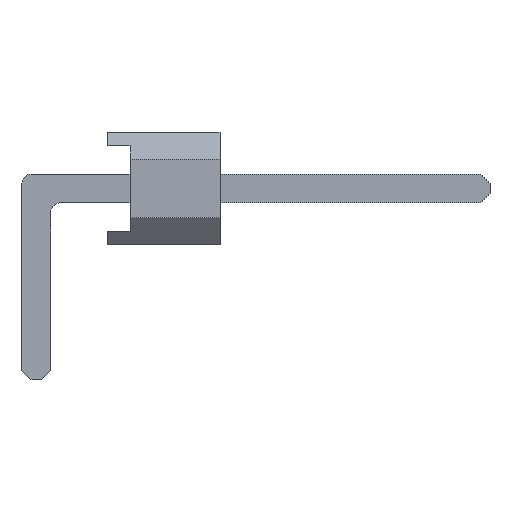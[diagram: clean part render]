
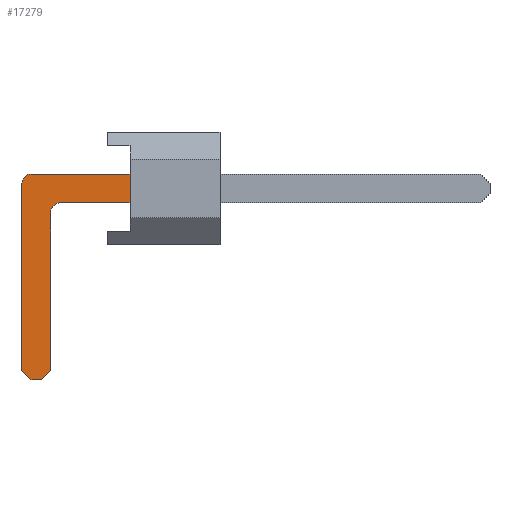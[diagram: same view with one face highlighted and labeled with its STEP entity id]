
A CAD part, left-side view. The second image highlights one B-rep face of the part: STEP entity #17279.
In plain terms, the highlighted planar face has unit normal (-1, 0, 0).
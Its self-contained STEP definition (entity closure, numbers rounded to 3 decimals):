
#226 = LINE ( 'NONE', #10876, #12132 ) ;
#247 = DIRECTION ( 'NONE',  ( 0., 0., -1. ) ) ;
#301 = ORIENTED_EDGE ( 'NONE', *, *, #18095, .T. ) ;
#448 = CARTESIAN_POINT ( 'NONE',  ( -5.4, 2.71, -3. ) ) ;
#596 = EDGE_CURVE ( 'NONE', #14361, #2209, #11050, .T. ) ;
#962 = EDGE_LOOP ( 'NONE', ( #16099, #14478, #1198, #19069, #11119, #11190, #10503, #15110, #301, #6742 ) ) ;
#1198 = ORIENTED_EDGE ( 'NONE', *, *, #6923, .T. ) ;
#1445 = LINE ( 'NONE', #17979, #3776 ) ;
#1573 = CARTESIAN_POINT ( 'NONE',  ( -5.4, 0.75, 0.93 ) ) ;
#1738 = EDGE_CURVE ( 'NONE', #3677, #11027, #16144, .T. ) ;
#1868 = CARTESIAN_POINT ( 'NONE',  ( -5.4, 2.31, 0.93 ) ) ;
#2209 = VERTEX_POINT ( 'NONE', #1573 ) ;
#2344 = CARTESIAN_POINT ( 'NONE',  ( -5.4, 2.31, 0.93 ) ) ;
#3677 = VERTEX_POINT ( 'NONE', #4861 ) ;
#3776 = VECTOR ( 'NONE', #4490, 1000. ) ;
#4122 = DIRECTION ( 'NONE',  ( 0., 0., -1. ) ) ;
#4490 = DIRECTION ( 'NONE',  ( 0., -0.707, -0.707 ) ) ;
#4808 = CARTESIAN_POINT ( 'NONE',  ( -5.4, 2.31, 0.73 ) ) ;
#4830 = LINE ( 'NONE', #13997, #13882 ) ;
#4861 = CARTESIAN_POINT ( 'NONE',  ( -5.4, 2.95, 1.57 ) ) ;
#4872 = AXIS2_PLACEMENT_3D ( 'NONE', #15602, #8104, #9512 ) ;
#5206 = CARTESIAN_POINT ( 'NONE',  ( -5.4, 2.51, -2.8 ) ) ;
#5215 = VECTOR ( 'NONE', #14175, 1000. ) ;
#5424 = AXIS2_PLACEMENT_3D ( 'NONE', #4808, #6658, #18272 ) ;
#5706 = VECTOR ( 'NONE', #18243, 1000. ) ;
#5849 = CARTESIAN_POINT ( 'NONE',  ( -5.4, 3.15, 1.37 ) ) ;
#6427 = EDGE_CURVE ( 'NONE', #2209, #14923, #226, .T. ) ;
#6550 = FACE_OUTER_BOUND ( 'NONE', #962, .T. ) ;
#6593 = DIRECTION ( 'NONE',  ( 0., -1., 0. ) ) ;
#6642 = CARTESIAN_POINT ( 'NONE',  ( -5.4, 2.31, 0.73 ) ) ;
#6658 = DIRECTION ( 'NONE',  ( 1., 0., 0. ) ) ;
#6742 = ORIENTED_EDGE ( 'NONE', *, *, #9976, .T. ) ;
#6809 = CARTESIAN_POINT ( 'NONE',  ( -5.4, 0.75, 1.57 ) ) ;
#6923 = EDGE_CURVE ( 'NONE', #14923, #3677, #13991, .T. ) ;
#6991 = CARTESIAN_POINT ( 'NONE',  ( -5.4, 2.51, -2.8 ) ) ;
#7080 = CARTESIAN_POINT ( 'NONE',  ( -5.4, 3.15, 1.37 ) ) ;
#7739 = DIRECTION ( 'NONE',  ( 1., 0., 0. ) ) ;
#8104 = DIRECTION ( 'NONE',  ( -1., 0., 0. ) ) ;
#9207 = LINE ( 'NONE', #18147, #5706 ) ;
#9512 = DIRECTION ( 'NONE',  ( 0., 0., 1. ) ) ;
#9741 = VERTEX_POINT ( 'NONE', #17302 ) ;
#9743 = CIRCLE ( 'NONE', #15722, 0.2 ) ;
#9976 = EDGE_CURVE ( 'NONE', #13240, #14361, #9743, .T. ) ;
#10177 = VECTOR ( 'NONE', #6593, 1000. ) ;
#10503 = ORIENTED_EDGE ( 'NONE', *, *, #12410, .T. ) ;
#10876 = CARTESIAN_POINT ( 'NONE',  ( -5.4, 0.75, 0.3 ) ) ;
#11001 = PLANE ( 'NONE',  #5424 ) ;
#11027 = VERTEX_POINT ( 'NONE', #5849 ) ;
#11050 = LINE ( 'NONE', #1868, #10177 ) ;
#11119 = ORIENTED_EDGE ( 'NONE', *, *, #16183, .T. ) ;
#11190 = ORIENTED_EDGE ( 'NONE', *, *, #15756, .T. ) ;
#12119 = DIRECTION ( 'NONE',  ( 0., 0., 1. ) ) ;
#12132 = VECTOR ( 'NONE', #16876, 1000. ) ;
#12410 = EDGE_CURVE ( 'NONE', #15404, #12755, #4830, .T. ) ;
#12755 = VERTEX_POINT ( 'NONE', #448 ) ;
#13240 = VERTEX_POINT ( 'NONE', #14502 ) ;
#13882 = VECTOR ( 'NONE', #16835, 1000. ) ;
#13991 = LINE ( 'NONE', #17021, #5215 ) ;
#13997 = CARTESIAN_POINT ( 'NONE',  ( -5.4, 2.95, -3. ) ) ;
#14175 = DIRECTION ( 'NONE',  ( 0., 1., 0. ) ) ;
#14236 = VECTOR ( 'NONE', #12119, 1000. ) ;
#14361 = VERTEX_POINT ( 'NONE', #2344 ) ;
#14397 = LINE ( 'NONE', #7080, #15753 ) ;
#14478 = ORIENTED_EDGE ( 'NONE', *, *, #6427, .T. ) ;
#14502 = CARTESIAN_POINT ( 'NONE',  ( -5.4, 2.51, 0.73 ) ) ;
#14923 = VERTEX_POINT ( 'NONE', #6809 ) ;
#15110 = ORIENTED_EDGE ( 'NONE', *, *, #16896, .T. ) ;
#15404 = VERTEX_POINT ( 'NONE', #16525 ) ;
#15602 = CARTESIAN_POINT ( 'NONE',  ( -5.4, 2.95, 1.37 ) ) ;
#15722 = AXIS2_PLACEMENT_3D ( 'NONE', #6642, #7739, #247 ) ;
#15753 = VECTOR ( 'NONE', #4122, 1000. ) ;
#15756 = EDGE_CURVE ( 'NONE', #9741, #15404, #1445, .T. ) ;
#16099 = ORIENTED_EDGE ( 'NONE', *, *, #596, .T. ) ;
#16144 = CIRCLE ( 'NONE', #4872, 0.2 ) ;
#16183 = EDGE_CURVE ( 'NONE', #11027, #9741, #14397, .T. ) ;
#16198 = VERTEX_POINT ( 'NONE', #6991 ) ;
#16525 = CARTESIAN_POINT ( 'NONE',  ( -5.4, 2.95, -3. ) ) ;
#16835 = DIRECTION ( 'NONE',  ( 0., -1., 0. ) ) ;
#16876 = DIRECTION ( 'NONE',  ( 0., 0., 1. ) ) ;
#16896 = EDGE_CURVE ( 'NONE', #12755, #16198, #9207, .T. ) ;
#17021 = CARTESIAN_POINT ( 'NONE',  ( -5.4, -7.05, 1.57 ) ) ;
#17279 = ADVANCED_FACE ( 'NONE', ( #6550 ), #11001, .F. ) ;
#17302 = CARTESIAN_POINT ( 'NONE',  ( -5.4, 3.15, -2.8 ) ) ;
#17979 = CARTESIAN_POINT ( 'NONE',  ( -5.4, 3.15, -2.8 ) ) ;
#18095 = EDGE_CURVE ( 'NONE', #16198, #13240, #18688, .T. ) ;
#18147 = CARTESIAN_POINT ( 'NONE',  ( -5.4, 2.71, -3. ) ) ;
#18243 = DIRECTION ( 'NONE',  ( 0., -0.707, 0.707 ) ) ;
#18272 = DIRECTION ( 'NONE',  ( 0., 0., -1. ) ) ;
#18688 = LINE ( 'NONE', #5206, #14236 ) ;
#19069 = ORIENTED_EDGE ( 'NONE', *, *, #1738, .T. ) ;
